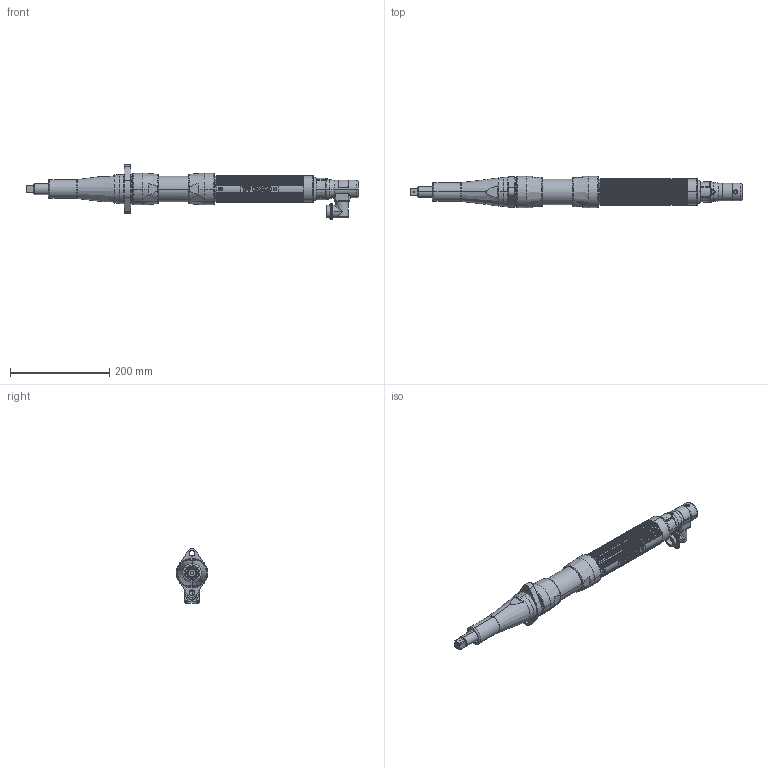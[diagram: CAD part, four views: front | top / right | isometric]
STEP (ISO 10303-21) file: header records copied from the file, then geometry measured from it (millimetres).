
FILE_DESCRIPTION((''),'2;1');
FILE_NAME('EB55MB2F1-250','2012-05-18T',('EJF1116'),(''),'PRO/ENGINEER BY PARAMETRIC TECHNOLOGY CORPORATION, 2010430','PRO/ENGINEER BY PARAMETRIC TECHNOLOGY CORPORATION, 2010430','');
FILE_SCHEMA(('CONFIG_CONTROL_DESIGN'));
Length unit declared in the file: inch
Products named in the file (1): EB55MB2F1-250
Bounding box: 670.46 x 63.44 x 110.43 mm (x, y, z)
Surface area: 163409.4 mm2 (no closed solid volume)
Topology: 0 solids, 86 shells, 416 faces, 2700 edges, 2276 vertices
Faces by surface type: cylinder 187, plane 121, torus 41, bspline 39, cone 26, extrusion 2
Entity records: 33473 total; most frequent: CARTESIAN_POINT 14597, DIRECTION 3510, ORIENTED_EDGE 3333, EDGE_CURVE 2700, VERTEX_POINT 2276, VECTOR 1390, LINE 1388, AXIS2_PLACEMENT_3D 1060
